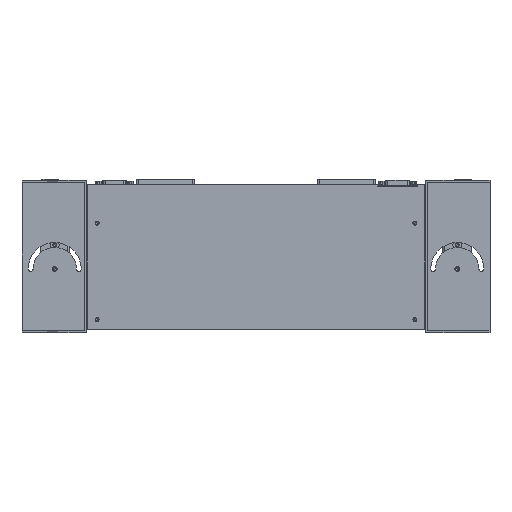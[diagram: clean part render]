
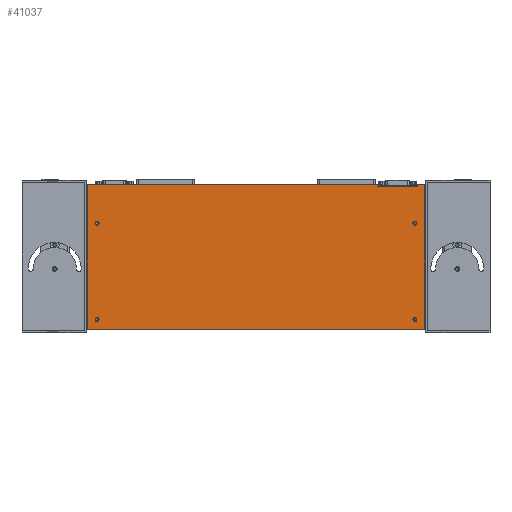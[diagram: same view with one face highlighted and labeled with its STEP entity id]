
A CAD part, left-side view. The second image highlights one B-rep face of the part: STEP entity #41037.
In plain terms, the highlighted face is planar.
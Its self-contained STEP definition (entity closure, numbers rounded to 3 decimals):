
#18676=CIRCLE('',#38938,2.);
#18677=CIRCLE('',#38939,2.);
#18678=CIRCLE('',#38940,2.);
#18679=CIRCLE('',#38941,2.);
#19776=ORIENTED_EDGE('',*,*,#25970,.F.);
#19777=ORIENTED_EDGE('',*,*,#25976,.F.);
#19778=ORIENTED_EDGE('',*,*,#25977,.F.);
#19779=ORIENTED_EDGE('',*,*,#25978,.F.);
#19780=ORIENTED_EDGE('',*,*,#25966,.F.);
#19781=ORIENTED_EDGE('',*,*,#25979,.F.);
#19782=ORIENTED_EDGE('',*,*,#25980,.F.);
#19783=ORIENTED_EDGE('',*,*,#25981,.T.);
#19784=ORIENTED_EDGE('',*,*,#25982,.F.);
#19785=ORIENTED_EDGE('',*,*,#25983,.F.);
#19786=ORIENTED_EDGE('',*,*,#25984,.F.);
#19787=ORIENTED_EDGE('',*,*,#25985,.F.);
#22874=VECTOR('',#30840,1.);
#22878=VECTOR('',#30844,1.);
#22882=VECTOR('',#30854,1.);
#22883=VECTOR('',#30855,1.);
#22884=VECTOR('',#30856,1.);
#22885=VECTOR('',#30857,1.);
#22886=VECTOR('',#30858,1.);
#22887=VECTOR('',#30859,1.);
#23730=LINE('',#35239,#22874);
#23734=LINE('',#35247,#22878);
#23738=LINE('',#35259,#22882);
#23739=LINE('',#35261,#22883);
#23740=LINE('',#35262,#22884);
#23741=LINE('',#35264,#22885);
#23742=LINE('',#35266,#22886);
#23743=LINE('',#35267,#22887);
#24662=VERTEX_POINT('',#35237);
#24663=VERTEX_POINT('',#35238);
#24666=VERTEX_POINT('',#35244);
#24667=VERTEX_POINT('',#35246);
#24672=VERTEX_POINT('',#35258);
#24673=VERTEX_POINT('',#35260);
#24674=VERTEX_POINT('',#35263);
#24675=VERTEX_POINT('',#35265);
#24676=VERTEX_POINT('',#35268);
#24677=VERTEX_POINT('',#35270);
#24678=VERTEX_POINT('',#35272);
#24679=VERTEX_POINT('',#35274);
#25966=EDGE_CURVE('',#24662,#24663,#23730,.T.);
#25970=EDGE_CURVE('',#24666,#24667,#23734,.T.);
#25976=EDGE_CURVE('',#24672,#24666,#23738,.T.);
#25977=EDGE_CURVE('',#24673,#24672,#23739,.T.);
#25978=EDGE_CURVE('',#24663,#24673,#23740,.T.);
#25979=EDGE_CURVE('',#24674,#24662,#23741,.T.);
#25980=EDGE_CURVE('',#24675,#24674,#23742,.T.);
#25981=EDGE_CURVE('',#24675,#24667,#23743,.T.);
#25982=EDGE_CURVE('',#24676,#24676,#18676,.T.);
#25983=EDGE_CURVE('',#24677,#24677,#18677,.T.);
#25984=EDGE_CURVE('',#24678,#24678,#18678,.T.);
#25985=EDGE_CURVE('',#24679,#24679,#18679,.T.);
#27683=EDGE_LOOP('',(#19776,#19777,#19778,#19779,#19780,#19781,#19782,#19783));
#27684=EDGE_LOOP('',(#19784));
#27685=EDGE_LOOP('',(#19785));
#27686=EDGE_LOOP('',(#19786));
#27687=EDGE_LOOP('',(#19787));
#29099=FACE_BOUND('',#27683,.T.);
#29100=FACE_BOUND('',#27684,.T.);
#29101=FACE_BOUND('',#27685,.T.);
#29102=FACE_BOUND('',#27686,.T.);
#29103=FACE_BOUND('',#27687,.T.);
#30840=DIRECTION('',(0.,-7.,0.));
#30844=DIRECTION('',(0.,-301.,0.));
#30852=DIRECTION('',(0.,0.,-1.));
#30853=DIRECTION('',(0.,1.,0.));
#30854=DIRECTION('',(-150.,0.,0.));
#30855=DIRECTION('',(0.,350.,0.));
#30856=DIRECTION('',(150.,0.,0.));
#30857=DIRECTION('',(-2.,0.,0.));
#30858=DIRECTION('',(0.,-42.,0.));
#30859=DIRECTION('',(-2.,0.,0.));
#30860=DIRECTION('',(0.,0.,-1.));
#30861=DIRECTION('',(0.,-2.,0.));
#30862=DIRECTION('',(0.,0.,-1.));
#30863=DIRECTION('',(0.,-2.,0.));
#30864=DIRECTION('',(0.,0.,-1.));
#30865=DIRECTION('',(0.,-2.,0.));
#30866=DIRECTION('',(0.,0.,-1.));
#30867=DIRECTION('',(0.,-2.,0.));
#35237=CARTESIAN_POINT('',(0.,7.,0.));
#35238=CARTESIAN_POINT('',(0.,0.,0.));
#35239=CARTESIAN_POINT('',(0.,7.,0.));
#35244=CARTESIAN_POINT('',(0.,350.,0.));
#35246=CARTESIAN_POINT('',(0.,49.,0.));
#35247=CARTESIAN_POINT('',(0.,350.,0.));
#35257=CARTESIAN_POINT('',(0.,350.,0.));
#35258=CARTESIAN_POINT('',(150.,350.,0.));
#35259=CARTESIAN_POINT('',(150.,350.,0.));
#35260=CARTESIAN_POINT('',(150.,0.,0.));
#35261=CARTESIAN_POINT('',(150.,0.,0.));
#35262=CARTESIAN_POINT('',(0.,0.,0.));
#35263=CARTESIAN_POINT('',(2.,7.,0.));
#35264=CARTESIAN_POINT('',(2.,7.,0.));
#35265=CARTESIAN_POINT('',(2.,49.,0.));
#35266=CARTESIAN_POINT('',(2.,49.,0.));
#35267=CARTESIAN_POINT('',(2.,49.,0.));
#35268=CARTESIAN_POINT('',(140.,338.,0.));
#35269=CARTESIAN_POINT('',(140.,340.,0.));
#35270=CARTESIAN_POINT('',(140.,8.,0.));
#35271=CARTESIAN_POINT('',(140.,10.,0.));
#35272=CARTESIAN_POINT('',(40.,338.,0.));
#35273=CARTESIAN_POINT('',(40.,340.,0.));
#35274=CARTESIAN_POINT('',(40.,8.,0.));
#35275=CARTESIAN_POINT('',(40.,10.,0.));
#38937=AXIS2_PLACEMENT_3D('',#35257,#30852,#30853);
#38938=AXIS2_PLACEMENT_3D('',#35269,#30860,#30861);
#38939=AXIS2_PLACEMENT_3D('',#35271,#30862,#30863);
#38940=AXIS2_PLACEMENT_3D('',#35273,#30864,#30865);
#38941=AXIS2_PLACEMENT_3D('',#35275,#30866,#30867);
#40569=PLANE('',#38937);
#41037=ADVANCED_FACE('',(#29099,#29100,#29101,#29102,#29103),#40569,.T.);
